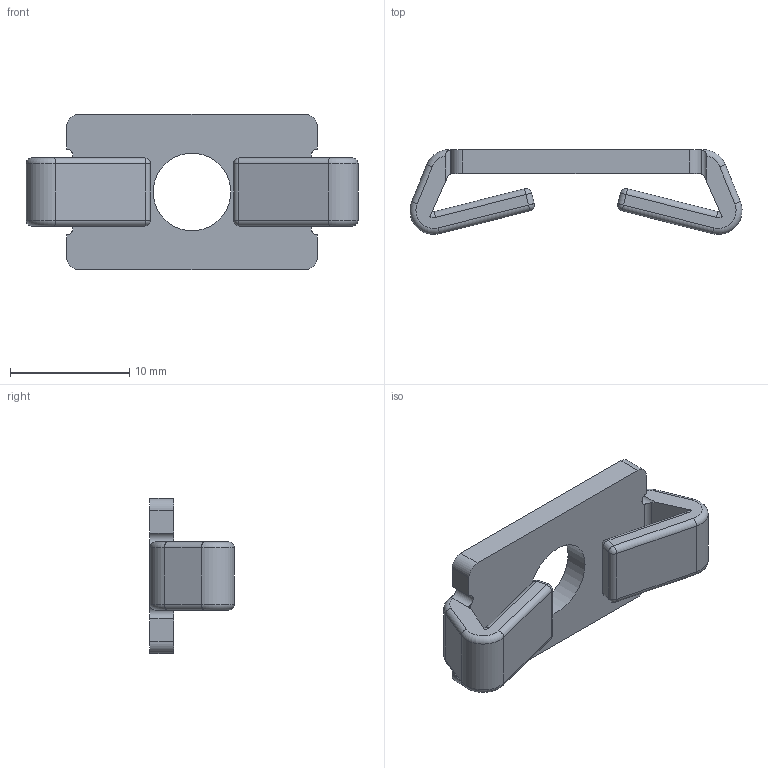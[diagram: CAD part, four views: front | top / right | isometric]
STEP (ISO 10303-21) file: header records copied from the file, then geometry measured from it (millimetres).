
FILE_DESCRIPTION((''),'2;1');
FILE_NAME('AR3548.stp','2022-09-22T14:35:46',('arma03'),(''),'Autodesk Inventor 2013','Autodesk Inventor 2013','');
FILE_SCHEMA(('AUTOMOTIVE_DESIGN { 1 0 10303 214 1 1 1 1 }'));
Length unit declared in the file: millimetre
Products named in the file (1): AR3548
Bounding box: 27.82 x 7.09 x 13 mm (x, y, z)
Volume: 802 mm3; surface area: 1089.5 mm2
Topology: 1 solids, 1 shells, 87 faces, 211 edges, 126 vertices
Faces by surface type: cylinder 41, plane 26, torus 12, sphere 8
Full cylindrical faces by diameter (mm): 6.5 x1
Entity records: 2664 total; most frequent: CARTESIAN_POINT 568, DIRECTION 464, ORIENTED_EDGE 420, EDGE_CURVE 210, AXIS2_PLACEMENT_3D 182, VERTEX_POINT 126, VECTOR 100, LINE 100
